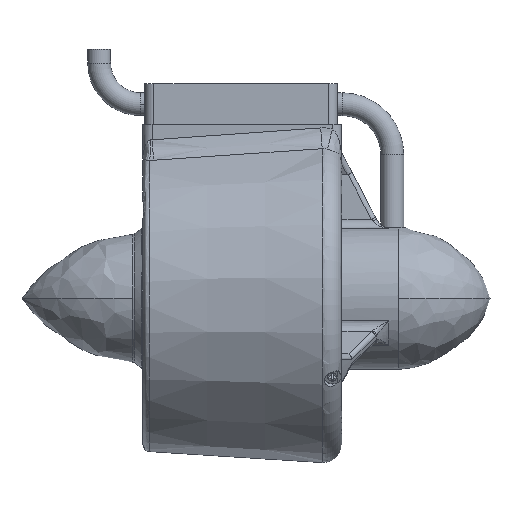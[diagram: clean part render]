
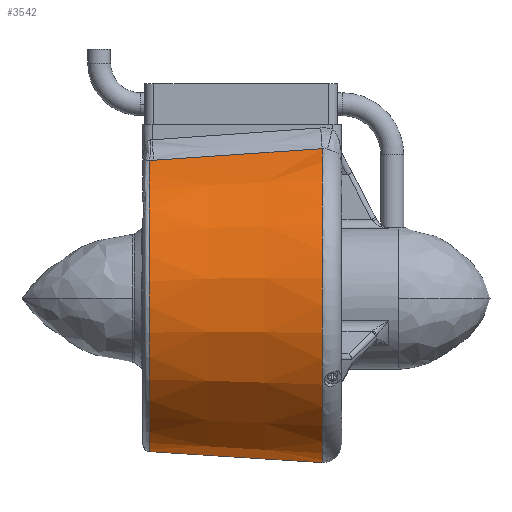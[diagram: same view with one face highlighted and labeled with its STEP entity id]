
A CAD part, left-side view. The second image highlights one B-rep face of the part: STEP entity #3542.
In plain terms, the highlighted conical face has half-angle 3.645 degrees and reference radius 36 mm.
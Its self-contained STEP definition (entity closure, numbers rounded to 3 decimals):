
#3542 = ADVANCED_FACE ( 'NONE', ( #28526 ), #23352, .T. ) ;
#3843 = VERTEX_POINT ( 'NONE', #11215 ) ;
#3909 = EDGE_CURVE ( 'NONE', #19072, #8288, #5880, .T. ) ;
#3973 = LINE ( 'NONE', #6605, #25392 ) ;
#4171 = DIRECTION ( 'NONE',  ( 0., -0.998, -0.064 ) ) ;
#5231 = CARTESIAN_POINT ( 'NONE',  ( 0., -22.246, 0. ) ) ;
#5880 = CIRCLE ( 'NONE', #32069, 36. ) ;
#6421 = ORIENTED_EDGE ( 'NONE', *, *, #23599, .T. ) ;
#6605 = CARTESIAN_POINT ( 'NONE',  ( 0., -22.246, -36. ) ) ;
#7706 = EDGE_CURVE ( 'NONE', #3843, #28365, #24718, .T. ) ;
#7768 = DIRECTION ( 'NONE',  ( 0., 0., -1. ) ) ;
#8161 = CARTESIAN_POINT ( 'NONE',  ( -14.805, 14.682, 30.216 ) ) ;
#8288 = VERTEX_POINT ( 'NONE', #27556 ) ;
#8323 = CARTESIAN_POINT ( 'NONE',  ( -14.909, -15.595, 32.302 ) ) ;
#9176 = ORIENTED_EDGE ( 'NONE', *, *, #7706, .F. ) ;
#10054 = EDGE_CURVE ( 'NONE', #15105, #28365, #29658, .T. ) ;
#10436 = CARTESIAN_POINT ( 'NONE',  ( -14.805, 14.682, 30.216 ) ) ;
#10567 = AXIS2_PLACEMENT_3D ( 'NONE', #5231, #20368, #7768 ) ;
#10798 = CARTESIAN_POINT ( 'NONE',  ( -14.868, -3.285, 31.456 ) ) ;
#11215 = CARTESIAN_POINT ( 'NONE',  ( 0., 15.595, -33.589 ) ) ;
#11303 = ORIENTED_EDGE ( 'NONE', *, *, #22818, .T. ) ;
#11433 = CARTESIAN_POINT ( 'NONE',  ( 0., -22.246, 0. ) ) ;
#11462 = CARTESIAN_POINT ( 'NONE',  ( 0., 15.595, 0. ) ) ;
#12667 = ORIENTED_EDGE ( 'NONE', *, *, #3909, .T. ) ;
#13150 = B_SPLINE_CURVE_WITH_KNOTS ( 'NONE', 3,
 ( #23638, #28734, #8323, #18708, #10798, #13238, #15716 ),
 .UNSPECIFIED., .F., .F.,
 ( 4, 3, 4 ),
 ( 0., 0.01, 0.037 ),
 .UNSPECIFIED. ) ;
#13238 = CARTESIAN_POINT ( 'NONE',  ( -14.837, 5.699, 30.837 ) ) ;
#14001 = EDGE_LOOP ( 'NONE', ( #9176, #11303, #12667, #6421, #24670 ) ) ;
#15105 = VERTEX_POINT ( 'NONE', #8161 ) ;
#15716 = CARTESIAN_POINT ( 'NONE',  ( -14.805, 14.682, 30.216 ) ) ;
#18708 = CARTESIAN_POINT ( 'NONE',  ( -14.898, -12.269, 32.073 ) ) ;
#19072 = VERTEX_POINT ( 'NONE', #28024 ) ;
#20340 = CARTESIAN_POINT ( 'NONE',  ( -14.749, 15.595, 30.178 ) ) ;
#20368 = DIRECTION ( 'NONE',  ( 0., -1., 0. ) ) ;
#22818 = EDGE_CURVE ( 'NONE', #3843, #19072, #3973, .T. ) ;
#22928 = CARTESIAN_POINT ( 'NONE',  ( -14.785, 15.292, 30.182 ) ) ;
#23197 = AXIS2_PLACEMENT_3D ( 'NONE', #11462, #29272, #25049 ) ;
#23352 = CONICAL_SURFACE ( 'NONE', #10567, 36., 0.064 ) ;
#23599 = EDGE_CURVE ( 'NONE', #8288, #15105, #13150, .T. ) ;
#23638 = CARTESIAN_POINT ( 'NONE',  ( -14.931, -22.246, 32.758 ) ) ;
#23859 = CARTESIAN_POINT ( 'NONE',  ( -14.749, 15.595, 30.178 ) ) ;
#24670 = ORIENTED_EDGE ( 'NONE', *, *, #10054, .T. ) ;
#24718 = CIRCLE ( 'NONE', #23197, 33.589 ) ;
#25049 = DIRECTION ( 'NONE',  ( 0., 0., 1. ) ) ;
#25379 = CARTESIAN_POINT ( 'NONE',  ( -14.803, 14.987, 30.195 ) ) ;
#25392 = VECTOR ( 'NONE', #4171, 1000. ) ;
#26937 = DIRECTION ( 'NONE',  ( 0., 1., 0. ) ) ;
#27043 = DIRECTION ( 'NONE',  ( 0., 0., 1. ) ) ;
#27556 = CARTESIAN_POINT ( 'NONE',  ( -14.931, -22.246, 32.758 ) ) ;
#28024 = CARTESIAN_POINT ( 'NONE',  ( 0., -22.246, -36. ) ) ;
#28365 = VERTEX_POINT ( 'NONE', #23859 ) ;
#28526 = FACE_OUTER_BOUND ( 'NONE', #14001, .T. ) ;
#28734 = CARTESIAN_POINT ( 'NONE',  ( -14.92, -18.92, 32.53 ) ) ;
#29272 = DIRECTION ( 'NONE',  ( 0., 1., 0. ) ) ;
#29658 = B_SPLINE_CURVE_WITH_KNOTS ( 'NONE', 3,
 ( #10436, #25379, #22928, #20340 ),
 .UNSPECIFIED., .F., .F.,
 ( 4, 4 ),
 ( 0., 0.001 ),
 .UNSPECIFIED. ) ;
#32069 = AXIS2_PLACEMENT_3D ( 'NONE', #11433, #26937, #27043 ) ;
